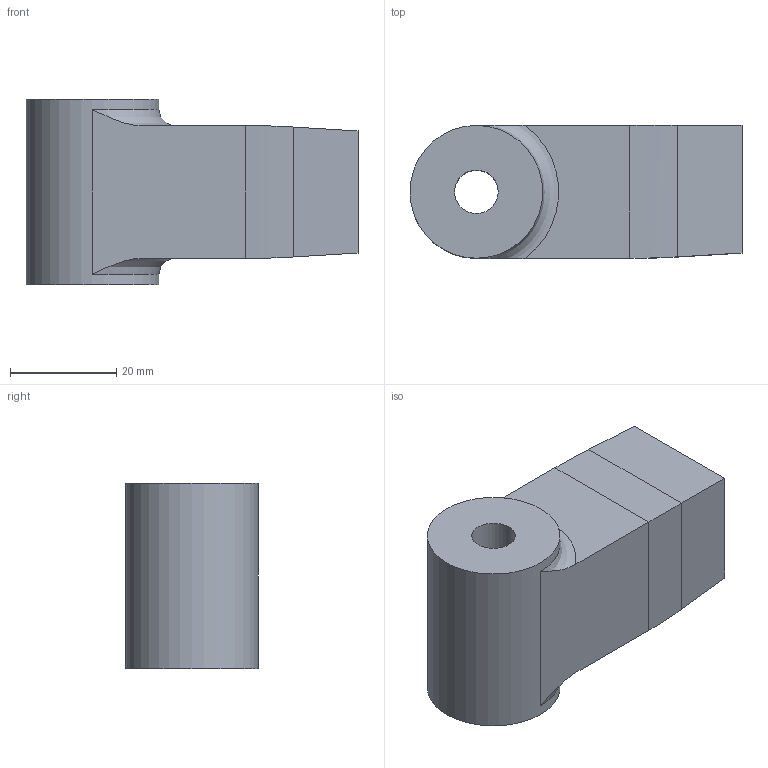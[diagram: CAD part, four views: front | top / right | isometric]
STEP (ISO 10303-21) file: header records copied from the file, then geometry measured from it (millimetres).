
FILE_DESCRIPTION(/* description */ (''),/* implementation_level */ '2;1');
FILE_NAME(/* name */ 'Mount bracket v12.step',/* time_stamp */ '2021-08-28T21:16:19+02:00',/* author */ (''),/* organization */ (''),/* preprocessor_version */ 'ST-DEVELOPER v18.1',/* originating_system */ 'Autodesk Translation Framework v10.10.0.1391',/* authorisation */ '');
FILE_SCHEMA (('AUTOMOTIVE_DESIGN { 1 0 10303 214 3 1 1 }'));
Length unit declared in the file: millimetre
Products named in the file (1): Mount bracket
Bounding box: 62.5 x 25 x 35 mm (x, y, z)
Volume: 36399.6 mm3; surface area: 9972.6 mm2
Topology: 1 solids, 1 shells, 26 faces, 61 edges, 39 vertices
Faces by surface type: plane 16, cylinder 7, torus 2, cone 1
Full cylindrical faces by diameter (mm): 8.2 x3, 25 x1
Entity records: 788 total; most frequent: CARTESIAN_POINT 138, DIRECTION 126, ORIENTED_EDGE 120, EDGE_CURVE 60, AXIS2_PLACEMENT_3D 43, LINE 40, VECTOR 40, VERTEX_POINT 39
